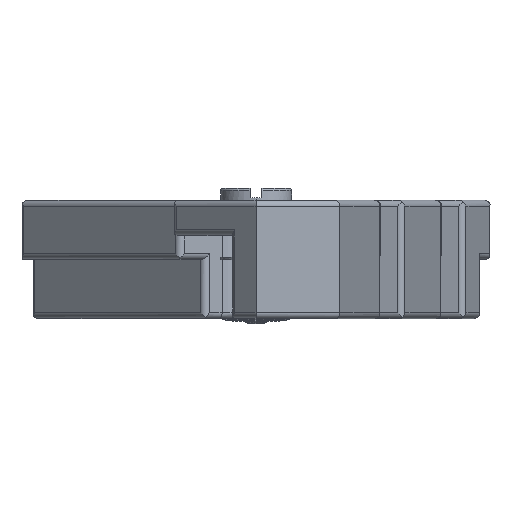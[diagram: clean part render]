
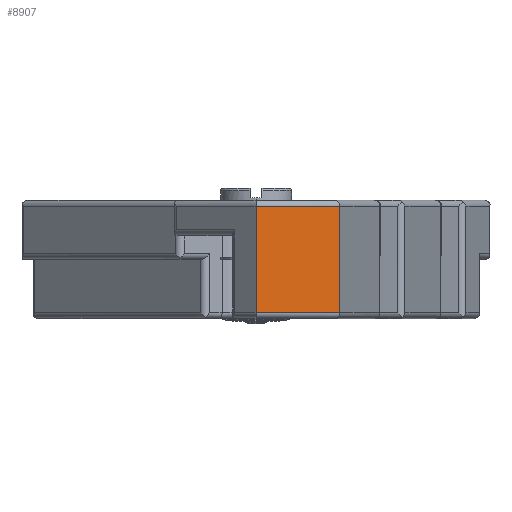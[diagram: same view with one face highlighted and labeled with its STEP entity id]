
A CAD part, left-side view. The second image highlights one B-rep face of the part: STEP entity #8907.
In plain terms, the highlighted planar face has unit normal (-0.707, -0.707, 0).
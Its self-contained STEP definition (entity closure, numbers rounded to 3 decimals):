
#1506=DIRECTION('',(0.,0.,-1.));
#1507=VECTOR('',#1506,9.);
#1508=CARTESIAN_POINT('',(0.,0.,-0.5));
#1509=LINE('',#1508,#1507);
#1613=DIRECTION('',(0.707,-0.707,0.));
#1614=VECTOR('',#1613,10.);
#1615=CARTESIAN_POINT('',(0.,0.,-9.5));
#1616=LINE('',#1615,#1614);
#4210=DIRECTION('',(0.,0.,-1.));
#4211=VECTOR('',#4210,9.);
#4212=CARTESIAN_POINT('',(7.071,-7.071,-0.5));
#4213=LINE('',#4212,#4211);
#4217=DIRECTION('',(-0.707,0.707,0.));
#4218=VECTOR('',#4217,10.);
#4219=CARTESIAN_POINT('',(7.071,-7.071,-0.5));
#4220=LINE('',#4219,#4218);
#4403=CARTESIAN_POINT('',(7.071,-7.071,-0.5));
#4404=VERTEX_POINT('',#4403);
#4409=CARTESIAN_POINT('',(7.071,-7.071,-9.5));
#4410=VERTEX_POINT('',#4409);
#4604=CARTESIAN_POINT('',(0.,0.,-0.5));
#4605=VERTEX_POINT('',#4604);
#4606=CARTESIAN_POINT('',(0.,0.,-9.5));
#4607=VERTEX_POINT('',#4606);
#8895=CARTESIAN_POINT('',(7.071,-7.071,0.));
#8896=DIRECTION('',(-0.707,-0.707,0.));
#8897=DIRECTION('',(-0.707,0.707,0.));
#8898=AXIS2_PLACEMENT_3D('',#8895,#8896,#8897);
#8899=PLANE('',#8898);
#8900=ORIENTED_EDGE('',*,*,#6318,.F.);
#8901=ORIENTED_EDGE('',*,*,#6200,.F.);
#8903=ORIENTED_EDGE('',*,*,#8902,.F.);
#8904=ORIENTED_EDGE('',*,*,#5046,.T.);
#8905=EDGE_LOOP('',(#8900,#8901,#8903,#8904));
#8906=FACE_OUTER_BOUND('',#8905,.F.);
#5046=EDGE_CURVE('',#4404,#4410,#4213,.T.);
#6200=EDGE_CURVE('',#4605,#4607,#1509,.T.);
#6318=EDGE_CURVE('',#4607,#4410,#1616,.T.);
#8902=EDGE_CURVE('',#4404,#4605,#4220,.T.);
#8907=ADVANCED_FACE('',(#8906),#8899,.T.);
